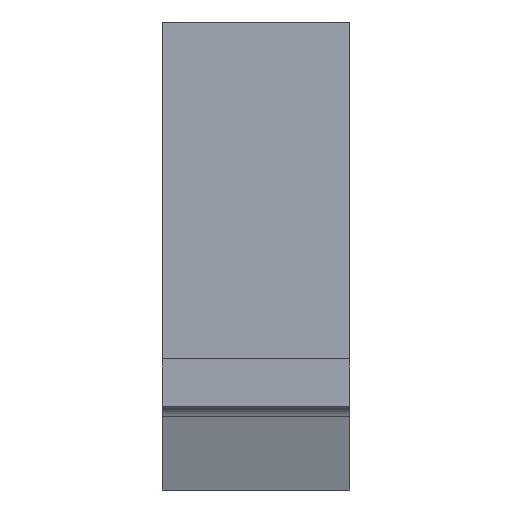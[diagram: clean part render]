
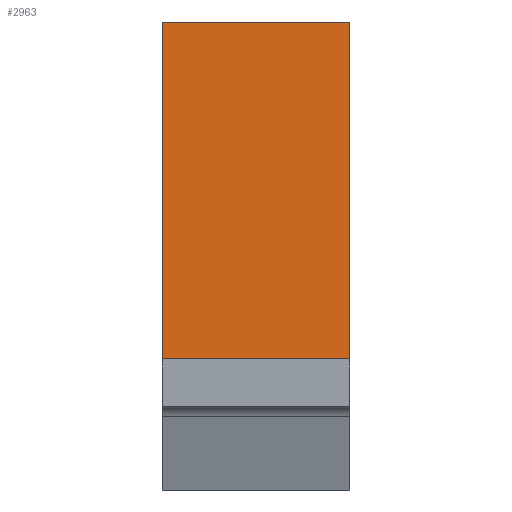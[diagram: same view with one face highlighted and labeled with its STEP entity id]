
A CAD part, left-side view. The second image highlights one B-rep face of the part: STEP entity #2963.
In plain terms, the highlighted planar face has unit normal (-1, 0, 0).
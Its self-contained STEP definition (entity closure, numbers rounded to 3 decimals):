
#241=FACE_OUTER_BOUND('',#389,.T.);
#389=EDGE_LOOP('',(#2366,#2367,#2368,#2369));
#650=LINE('',#4596,#998);
#689=LINE('',#4704,#1037);
#705=LINE('',#4753,#1053);
#706=LINE('',#4754,#1054);
#998=VECTOR('',#3706,10.);
#1037=VECTOR('',#3783,10.);
#1053=VECTOR('',#3829,10.);
#1054=VECTOR('',#3830,10.);
#1333=VERTEX_POINT('',#4593);
#1334=VERTEX_POINT('',#4595);
#1384=VERTEX_POINT('',#4702);
#1402=VERTEX_POINT('',#4752);
#1694=EDGE_CURVE('',#1334,#1333,#650,.T.);
#1750=EDGE_CURVE('',#1384,#1333,#689,.T.);
#1777=EDGE_CURVE('',#1334,#1402,#705,.T.);
#1778=EDGE_CURVE('',#1402,#1384,#706,.T.);
#2366=ORIENTED_EDGE('',*,*,#1777,.F.);
#2367=ORIENTED_EDGE('',*,*,#1694,.T.);
#2368=ORIENTED_EDGE('',*,*,#1750,.F.);
#2369=ORIENTED_EDGE('',*,*,#1778,.F.);
#2841=PLANE('',#3195);
#2963=ADVANCED_FACE('',(#241),#2841,.T.);
#3195=AXIS2_PLACEMENT_3D('',#4751,#3827,#3828);
#3706=DIRECTION('',(0.,1.,0.));
#3783=DIRECTION('',(0.,0.,1.));
#3827=DIRECTION('center_axis',(-1.,0.,0.));
#3828=DIRECTION('ref_axis',(0.,0.,1.));
#3829=DIRECTION('',(0.,0.,-1.));
#3830=DIRECTION('',(0.,1.,0.));
#4593=CARTESIAN_POINT('',(-20.,4.,7.199));
#4595=CARTESIAN_POINT('',(-20.,0.,7.199));
#4596=CARTESIAN_POINT('',(-20.,0.,7.199));
#4702=CARTESIAN_POINT('',(-20.,4.,0.));
#4704=CARTESIAN_POINT('',(-20.,4.,7.199));
#4751=CARTESIAN_POINT('Origin',(-20.,0.,0.));
#4752=CARTESIAN_POINT('',(-20.,0.,0.));
#4753=CARTESIAN_POINT('',(-20.,0.,7.199));
#4754=CARTESIAN_POINT('',(-20.,0.,0.));
